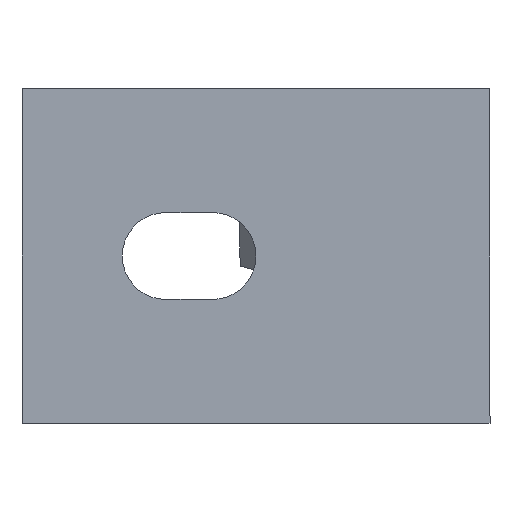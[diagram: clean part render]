
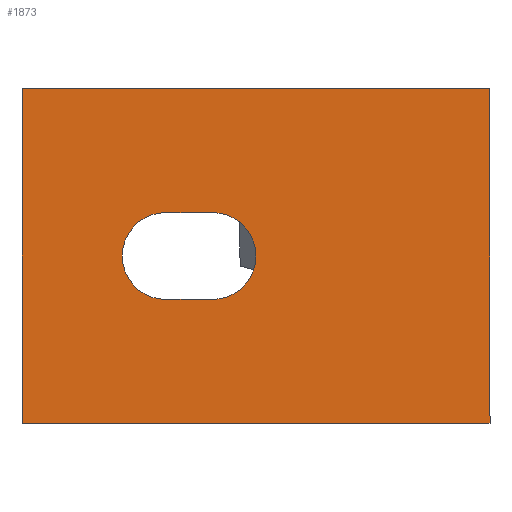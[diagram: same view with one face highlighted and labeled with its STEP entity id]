
A CAD part, left-side view. The second image highlights one B-rep face of the part: STEP entity #1873.
In plain terms, the highlighted face is planar.
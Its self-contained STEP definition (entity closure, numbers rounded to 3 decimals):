
#39 = CARTESIAN_POINT ( 'NONE',  ( 6.5, 0., 0. ) ) ;
#59 = VECTOR ( 'NONE', #1655, 1000. ) ;
#68 = LINE ( 'NONE', #1512, #1468 ) ;
#106 = DIRECTION ( 'NONE',  ( 0., 1., 0. ) ) ;
#134 = AXIS2_PLACEMENT_3D ( 'NONE', #449, #1866, #645 ) ;
#175 = ORIENTED_EDGE ( 'NONE', *, *, #235, .T. ) ;
#181 = DIRECTION ( 'NONE',  ( 0., 0., 1. ) ) ;
#219 = VERTEX_POINT ( 'NONE', #2030 ) ;
#224 = CARTESIAN_POINT ( 'NONE',  ( 6.5, 0., 0. ) ) ;
#232 = VECTOR ( 'NONE', #425, 1000. ) ;
#234 = VECTOR ( 'NONE', #1813, 1000. ) ;
#235 = EDGE_CURVE ( 'NONE', #791, #2133, #1774, .T. ) ;
#270 = VERTEX_POINT ( 'NONE', #867 ) ;
#331 = ORIENTED_EDGE ( 'NONE', *, *, #872, .T. ) ;
#341 = ORIENTED_EDGE ( 'NONE', *, *, #1776, .F. ) ;
#425 = DIRECTION ( 'NONE',  ( -1., 0., 0. ) ) ;
#449 = CARTESIAN_POINT ( 'NONE',  ( -25., -48.5, 0. ) ) ;
#597 = VECTOR ( 'NONE', #106, 1000. ) ;
#598 = VECTOR ( 'NONE', #1947, 1000. ) ;
#604 = EDGE_CURVE ( 'NONE', #1110, #1420, #1114, .T. ) ;
#642 = CARTESIAN_POINT ( 'NONE',  ( 25., -48.5, 0. ) ) ;
#645 = DIRECTION ( 'NONE',  ( 1., 0., 0. ) ) ;
#674 = AXIS2_PLACEMENT_3D ( 'NONE', #2054, #1559, #2068 ) ;
#700 = ORIENTED_EDGE ( 'NONE', *, *, #604, .F. ) ;
#760 = CARTESIAN_POINT ( 'NONE',  ( -25., 21.5, 0. ) ) ;
#762 = AXIS2_PLACEMENT_3D ( 'NONE', #1772, #181, #1425 ) ;
#791 = VERTEX_POINT ( 'NONE', #1698 ) ;
#793 = CARTESIAN_POINT ( 'NONE',  ( -25., 21.5, 0. ) ) ;
#821 = ORIENTED_EDGE ( 'NONE', *, *, #1696, .T. ) ;
#867 = CARTESIAN_POINT ( 'NONE',  ( -6.5, 0., 0. ) ) ;
#872 = EDGE_CURVE ( 'NONE', #270, #791, #2104, .T. ) ;
#893 = CIRCLE ( 'NONE', #762, 6.5 ) ;
#946 = EDGE_CURVE ( 'NONE', #1784, #270, #893, .T. ) ;
#1029 = EDGE_CURVE ( 'NONE', #1817, #1110, #68, .T. ) ;
#1053 = ORIENTED_EDGE ( 'NONE', *, *, #946, .T. ) ;
#1110 = VERTEX_POINT ( 'NONE', #642 ) ;
#1114 = LINE ( 'NONE', #1975, #597 ) ;
#1143 = DIRECTION ( 'NONE',  ( 1., 0., 0. ) ) ;
#1314 = LINE ( 'NONE', #224, #59 ) ;
#1334 = FACE_BOUND ( 'NONE', #2069, .T. ) ;
#1376 = ORIENTED_EDGE ( 'NONE', *, *, #1029, .F. ) ;
#1392 = CARTESIAN_POINT ( 'NONE',  ( -6.5, 0., 0. ) ) ;
#1420 = VERTEX_POINT ( 'NONE', #2169 ) ;
#1425 = DIRECTION ( 'NONE',  ( 1., 0., 0. ) ) ;
#1468 = VECTOR ( 'NONE', #1143, 1000. ) ;
#1512 = CARTESIAN_POINT ( 'NONE',  ( -25., -48.5, 0. ) ) ;
#1553 = CARTESIAN_POINT ( 'NONE',  ( 6.5, -7., 0. ) ) ;
#1559 = DIRECTION ( 'NONE',  ( 0., 0., 1. ) ) ;
#1606 = EDGE_CURVE ( 'NONE', #1420, #219, #1859, .T. ) ;
#1628 = LINE ( 'NONE', #793, #234 ) ;
#1640 = CARTESIAN_POINT ( 'NONE',  ( -25., -48.5, 0. ) ) ;
#1655 = DIRECTION ( 'NONE',  ( 0., 1., 0. ) ) ;
#1696 = EDGE_CURVE ( 'NONE', #2133, #1784, #1314, .T. ) ;
#1698 = CARTESIAN_POINT ( 'NONE',  ( -6.5, -7., 0. ) ) ;
#1772 = CARTESIAN_POINT ( 'NONE',  ( 0., 0., 0. ) ) ;
#1774 = CIRCLE ( 'NONE', #674, 6.5 ) ;
#1776 = EDGE_CURVE ( 'NONE', #219, #1817, #1628, .T. ) ;
#1784 = VERTEX_POINT ( 'NONE', #39 ) ;
#1813 = DIRECTION ( 'NONE',  ( 0., -1., 0. ) ) ;
#1817 = VERTEX_POINT ( 'NONE', #1640 ) ;
#1855 = FACE_OUTER_BOUND ( 'NONE', #2180, .T. ) ;
#1859 = LINE ( 'NONE', #760, #232 ) ;
#1866 = DIRECTION ( 'NONE',  ( 0., 0., 1. ) ) ;
#1873 = ADVANCED_FACE ( 'NONE', ( #1855, #1334 ), #2032, .F. ) ;
#1947 = DIRECTION ( 'NONE',  ( 0., -1., 0. ) ) ;
#1953 = ORIENTED_EDGE ( 'NONE', *, *, #1606, .F. ) ;
#1975 = CARTESIAN_POINT ( 'NONE',  ( 25., 21.5, 0. ) ) ;
#2030 = CARTESIAN_POINT ( 'NONE',  ( -25., 21.5, 0. ) ) ;
#2032 = PLANE ( 'NONE',  #134 ) ;
#2054 = CARTESIAN_POINT ( 'NONE',  ( 0., -7., 0. ) ) ;
#2068 = DIRECTION ( 'NONE',  ( 1., 0., 0. ) ) ;
#2069 = EDGE_LOOP ( 'NONE', ( #1053, #331, #175, #821 ) ) ;
#2104 = LINE ( 'NONE', #1392, #598 ) ;
#2133 = VERTEX_POINT ( 'NONE', #1553 ) ;
#2169 = CARTESIAN_POINT ( 'NONE',  ( 25., 21.5, 0. ) ) ;
#2180 = EDGE_LOOP ( 'NONE', ( #341, #1953, #700, #1376 ) ) ;
